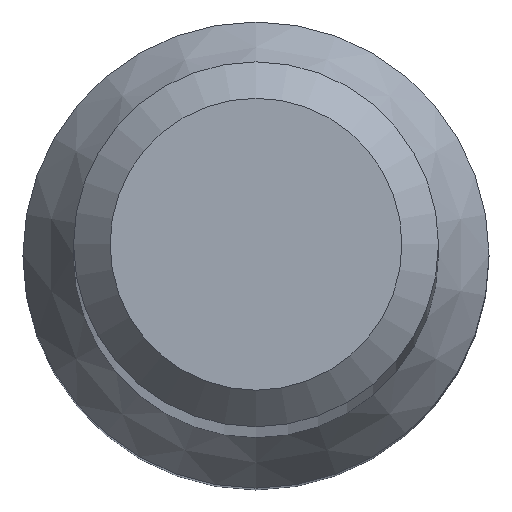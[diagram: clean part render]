
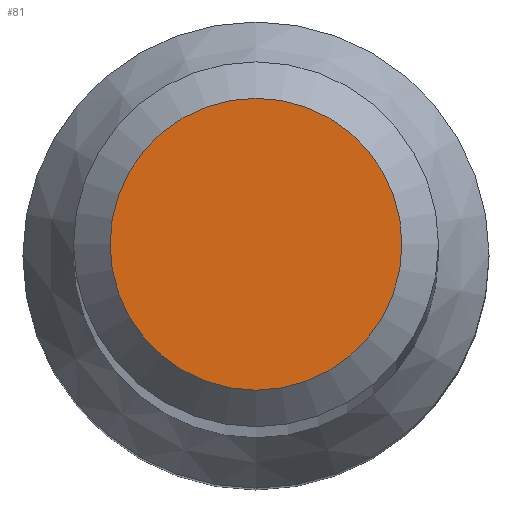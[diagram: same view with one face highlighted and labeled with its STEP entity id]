
A CAD part, top view. The second image highlights one B-rep face of the part: STEP entity #81.
In plain terms, the highlighted planar face has unit normal (0, 0, 1).
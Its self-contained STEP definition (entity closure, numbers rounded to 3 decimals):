
#27 = DIRECTION ( 'NONE',  ( 0., 1., 0. ) ) ;
#45 = VERTEX_POINT ( 'NONE', #194 ) ;
#47 = AXIS2_PLACEMENT_3D ( 'NONE', #90, #64, #124 ) ;
#64 = DIRECTION ( 'NONE',  ( 0., 0., -1. ) ) ;
#81 = ADVANCED_FACE ( 'NONE', ( #119 ), #190, .F. ) ;
#84 = CARTESIAN_POINT ( 'NONE',  ( 0., 0., 80. ) ) ;
#90 = CARTESIAN_POINT ( 'NONE',  ( 0., 0., 80. ) ) ;
#119 = FACE_OUTER_BOUND ( 'NONE', #234, .T. ) ;
#124 = DIRECTION ( 'NONE',  ( 0., 1., 0. ) ) ;
#154 = ORIENTED_EDGE ( 'NONE', *, *, #156, .F. ) ;
#156 = EDGE_CURVE ( 'NONE', #45, #45, #214, .T. ) ;
#180 = DIRECTION ( 'NONE',  ( 0., 0., -1. ) ) ;
#187 = AXIS2_PLACEMENT_3D ( 'NONE', #84, #180, #27 ) ;
#190 = PLANE ( 'NONE',  #187 ) ;
#194 = CARTESIAN_POINT ( 'NONE',  ( 0., 1.6, 80. ) ) ;
#214 = CIRCLE ( 'NONE', #47, 1.6 ) ;
#234 = EDGE_LOOP ( 'NONE', ( #154 ) ) ;
